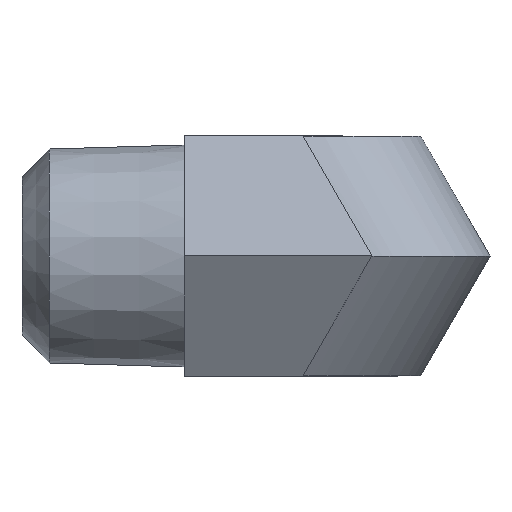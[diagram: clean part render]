
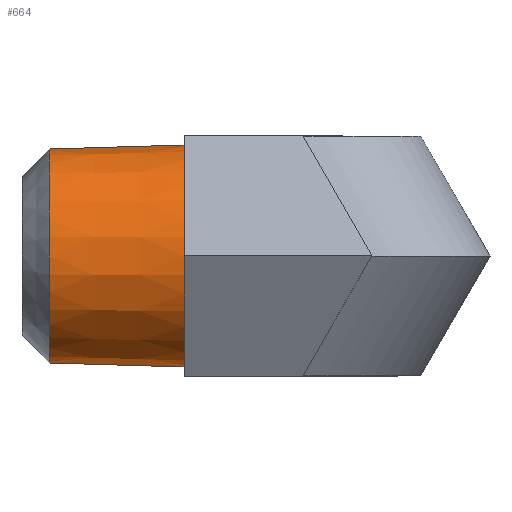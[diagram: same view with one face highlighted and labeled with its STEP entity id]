
A CAD part, left-side view. The second image highlights one B-rep face of the part: STEP entity #664.
In plain terms, the highlighted conical face has half-angle 1.7 degrees and reference radius 5.169 mm.
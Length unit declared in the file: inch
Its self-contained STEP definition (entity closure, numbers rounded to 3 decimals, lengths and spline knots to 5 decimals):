
#19 = EDGE_CURVE ( 'NONE', #812, #509, #1075, .T. ) ;
#31 = DIRECTION ( 'NONE',  ( 0., 0., 1. ) ) ;
#71 = DIRECTION ( 'NONE',  ( 0., 0., 1. ) ) ;
#78 = FACE_OUTER_BOUND ( 'NONE', #309, .T. ) ;
#112 = DIRECTION ( 'NONE',  ( 0., -1., -0.03 ) ) ;
#166 = CIRCLE ( 'NONE', #425, 0.19614 ) ;
#224 = ORIENTED_EDGE ( 'NONE', *, *, #19, .T. ) ;
#241 = AXIS2_PLACEMENT_3D ( 'NONE', #594, #1326, #71 ) ;
#309 = EDGE_LOOP ( 'NONE', ( #705, #224, #676, #716 ) ) ;
#321 = CARTESIAN_POINT ( 'NONE',  ( 0., 0.80802, -0.19614 ) ) ;
#324 = CARTESIAN_POINT ( 'NONE',  ( 0., 0.80802, 0. ) ) ;
#351 = CARTESIAN_POINT ( 'NONE',  ( 0., 0.56, 0.2035 ) ) ;
#366 = CARTESIAN_POINT ( 'NONE',  ( 0., 0.56, 0.2035 ) ) ;
#380 = EDGE_CURVE ( 'NONE', #1124, #812, #166, .T. ) ;
#425 = AXIS2_PLACEMENT_3D ( 'NONE', #324, #1059, #436 ) ;
#436 = DIRECTION ( 'NONE',  ( 0., 0., -1. ) ) ;
#509 = VERTEX_POINT ( 'NONE', #1198 ) ;
#537 = EDGE_CURVE ( 'NONE', #1124, #1258, #1011, .T. ) ;
#542 = CARTESIAN_POINT ( 'NONE',  ( 0., 0.80802, 0.19614 ) ) ;
#571 = CONICAL_SURFACE ( 'NONE', #241, 0.2035, 0.03 ) ;
#573 = DIRECTION ( 'NONE',  ( 0., -1., 0.03 ) ) ;
#594 = CARTESIAN_POINT ( 'NONE',  ( 0., 0.56, 0. ) ) ;
#658 = DIRECTION ( 'NONE',  ( 0., 1., 0. ) ) ;
#664 = ADVANCED_FACE ( 'NONE', ( #78 ), #571, .T. ) ;
#676 = ORIENTED_EDGE ( 'NONE', *, *, #901, .T. ) ;
#705 = ORIENTED_EDGE ( 'NONE', *, *, #380, .T. ) ;
#716 = ORIENTED_EDGE ( 'NONE', *, *, #537, .F. ) ;
#726 = CIRCLE ( 'NONE', #1135, 0.2035 ) ;
#728 = VECTOR ( 'NONE', #573, 39.37008 ) ;
#801 = VECTOR ( 'NONE', #112, 39.37008 ) ;
#812 = VERTEX_POINT ( 'NONE', #321 ) ;
#850 = CARTESIAN_POINT ( 'NONE',  ( 0., 0.56, -0.2035 ) ) ;
#901 = EDGE_CURVE ( 'NONE', #509, #1258, #726, .T. ) ;
#1011 = LINE ( 'NONE', #366, #728 ) ;
#1059 = DIRECTION ( 'NONE',  ( 0., -1., 0. ) ) ;
#1075 = LINE ( 'NONE', #850, #801 ) ;
#1124 = VERTEX_POINT ( 'NONE', #542 ) ;
#1135 = AXIS2_PLACEMENT_3D ( 'NONE', #1283, #658, #31 ) ;
#1198 = CARTESIAN_POINT ( 'NONE',  ( 0., 0.56, -0.2035 ) ) ;
#1258 = VERTEX_POINT ( 'NONE', #351 ) ;
#1283 = CARTESIAN_POINT ( 'NONE',  ( 0., 0.56, 0. ) ) ;
#1326 = DIRECTION ( 'NONE',  ( 0., -1., 0. ) ) ;
